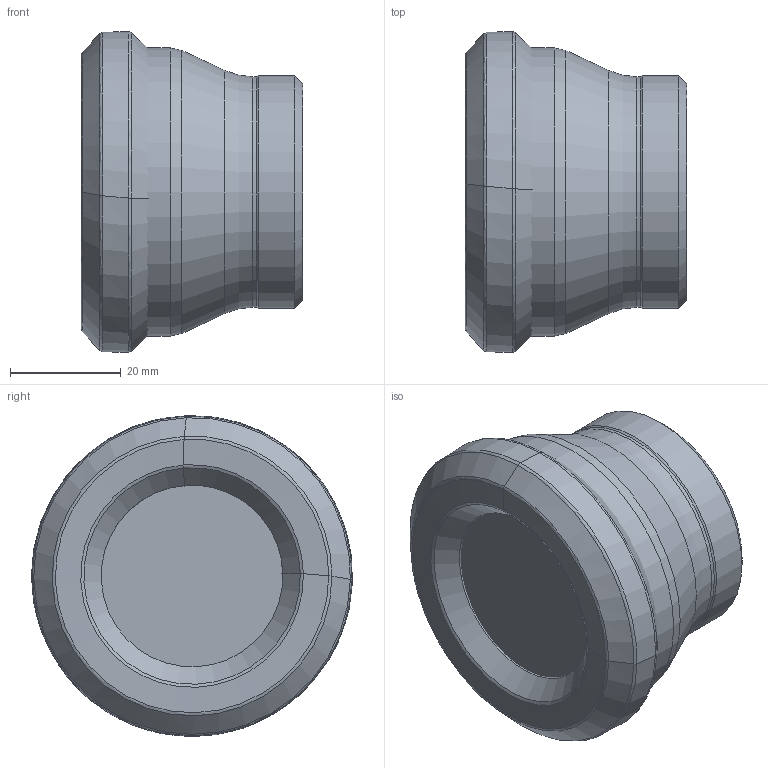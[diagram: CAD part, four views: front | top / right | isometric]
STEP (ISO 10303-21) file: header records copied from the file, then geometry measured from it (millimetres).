
FILE_DESCRIPTION(/* description */ (''),/* implementation_level */ '2;1');
FILE_NAME(/* name */ 'model1.stp',/* time_stamp */ '2023-10-02T15:41:56+03:00',/* author */ (''),/* organization */ (''),/* preprocessor_version */ 'ST-DEVELOPER v19.4',/* originating_system */ 'SIEMENS PLM Software NX2306.3001',/* authorisation */ '');
FILE_SCHEMA (('AUTOMOTIVE_DESIGN { 1 0 10303 214 3 1 1 1 }'));
Length unit declared in the file: millimetre
Products named in the file (1): model1_objects
Bounding box: 39.99 x 57.9 x 57.91 mm (x, y, z)
Volume: 86427.8 mm3; surface area: 15596.5 mm2
Topology: 2 solids, 2 shells, 51 faces, 99 edges, 50 vertices
Faces by surface type: bspline 32, torus 8, revolution 4, cylinder 3, plane 2, cone 2
Full cylindrical faces by diameter (mm): 41.6 x1, 42 x1, 52 x1
Entity records: 1793 total; most frequent: CARTESIAN_POINT 740, DIRECTION 184, ORIENTED_EDGE 164, EDGE_CURVE 82, AXIS2_PLACEMENT_3D 82, EDGE_LOOP 68, CIRCLE 66, ADVANCED_FACE 51
